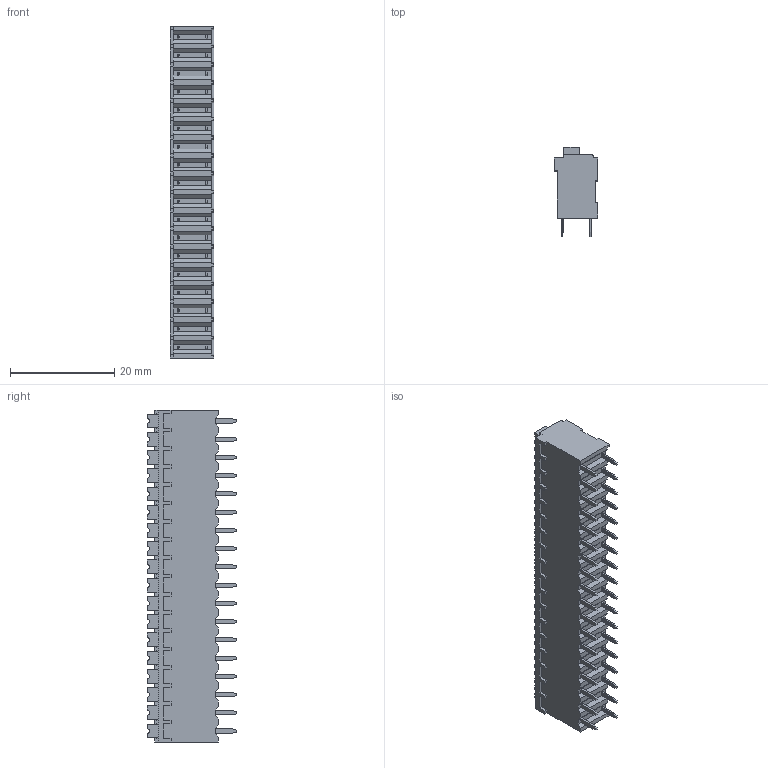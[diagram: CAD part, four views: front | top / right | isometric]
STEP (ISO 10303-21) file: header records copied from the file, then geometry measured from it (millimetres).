
FILE_DESCRIPTION((''),'2;1');
FILE_NAME('TLM-004VT-3_50-XXP-X','2024-09-30T',('sj'),(''),'PRO/ENGINEER BY PARAMETRIC TECHNOLOGY CORPORATION, 2015240','PRO/ENGINEER BY PARAMETRIC TECHNOLOGY CORPORATION, 2015240','');
FILE_SCHEMA(('CONFIG_CONTROL_DESIGN','SHAPE_APPEARANCE_LAYERS_GROUPS'));
Length unit declared in the file: millimetre
Products named in the file (1): TLM-004VT-3_50-XXP-X
Bounding box: 8.4 x 17.15 x 63.7 mm (x, y, z)
Volume: 5463.5 mm3; surface area: 4706.4 mm2
Topology: 1 solids, 1 shells, 1420 faces, 3984 edges, 2656 vertices
Faces by surface type: plane 1257, cylinder 163
Entity records: 45448 total; most frequent: CARTESIAN_POINT 8528, ORIENTED_EDGE 7968, DIRECTION 7114, EDGE_CURVE 3984, VECTOR 3478, LINE 3478, VERTEX_POINT 2656, AXIS2_PLACEMENT_3D 1818
